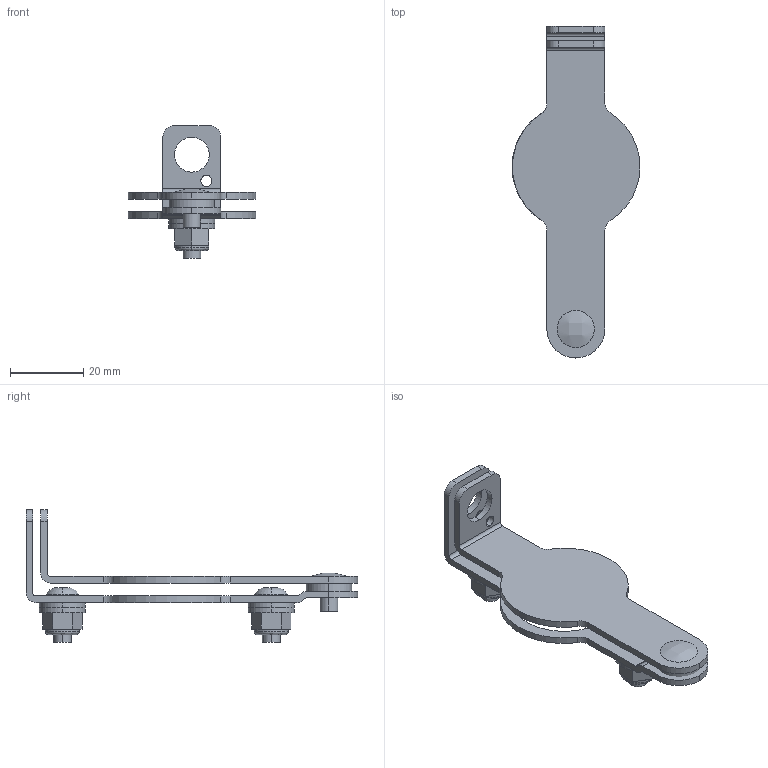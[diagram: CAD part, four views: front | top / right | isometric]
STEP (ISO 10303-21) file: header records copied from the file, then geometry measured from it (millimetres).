
FILE_DESCRIPTION (( 'STEP AP214' ), '1' );
FILE_NAME ('EPA.STEP', '2019-09-05T17:57:54', ( '' ), ( '' ), 'SwSTEP 2.0', 'SolidWorks 2018', '' );
FILE_SCHEMA (( 'AUTOMOTIVE_DESIGN' ));
Length unit declared in the file: inch
Products named in the file (1): EPA
Bounding box: 35.01 x 90.8 x 36.3 mm (x, y, z)
Volume: 8589.1 mm3; surface area: 11007.5 mm2
Topology: 10 solids, 10 shells, 190 faces, 466 edges, 306 vertices
Faces by surface type: cylinder 88, plane 85, bspline 13, torus 4
Entity records: 8784 total; most frequent: CARTESIAN_POINT 1560, DIRECTION 984, ORIENTED_EDGE 932, EDGE_CURVE 466, AXIS2_PLACEMENT_3D 382, VERTEX_POINT 306, EDGE_LOOP 228, LINE 220
